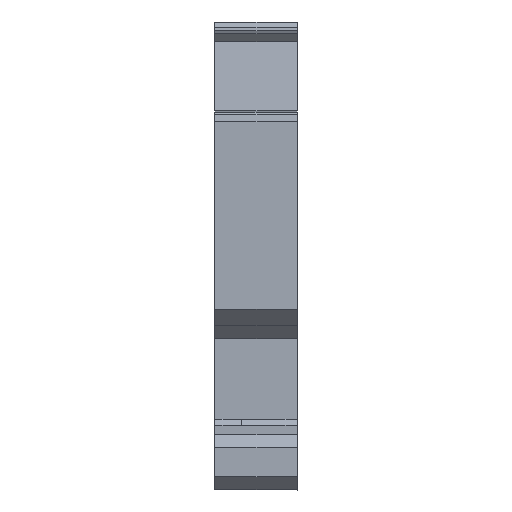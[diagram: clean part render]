
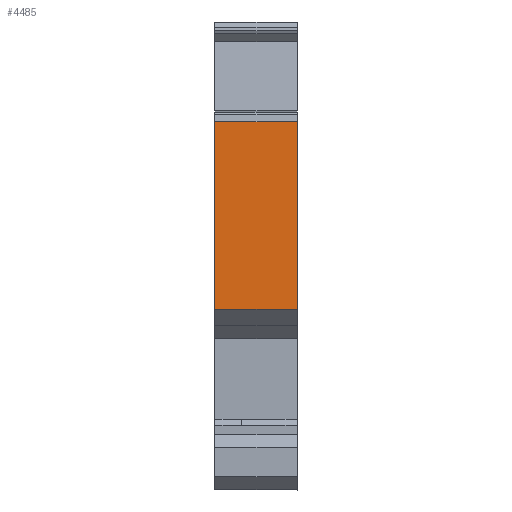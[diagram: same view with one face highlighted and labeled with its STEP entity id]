
A CAD part, left-side view. The second image highlights one B-rep face of the part: STEP entity #4485.
In plain terms, the highlighted free-form (B-spline) face has degree [1, 1] with [2, 2] control points.
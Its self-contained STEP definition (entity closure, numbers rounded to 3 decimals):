
#304=CARTESIAN_POINT('',(-23.3,-3.8,21.732));
#305=VERTEX_POINT('',#304);
#311=CARTESIAN_POINT('',(-23.3,-10.,21.732));
#312=VERTEX_POINT('',#311);
#313=CARTESIAN_POINT('',(-23.3,-3.8,21.732));
#314=CARTESIAN_POINT('',(-23.3,-10.,21.732));
#315=B_SPLINE_CURVE_WITH_KNOTS('',1,(#313,#314),.POLYLINE_FORM.,.F.,.U.,(2,2),(0.,1.),.UNSPECIFIED.);
#316=EDGE_CURVE('',#305,#312,#315,.T.);
#1886=CARTESIAN_POINT('',(-23.3,-3.8,7.6));
#1887=VERTEX_POINT('',#1886);
#1895=CARTESIAN_POINT('',(-23.3,-10.,7.6));
#1896=VERTEX_POINT('',#1895);
#1903=CARTESIAN_POINT('',(-23.3,-3.8,7.6));
#1904=CARTESIAN_POINT('',(-23.3,-10.,7.6));
#1905=B_SPLINE_CURVE_WITH_KNOTS('',1,(#1903,#1904),.POLYLINE_FORM.,.F.,.U.,(2,2),(0.,1.),.UNSPECIFIED.);
#1906=EDGE_CURVE('',#1887,#1896,#1905,.T.);
#4466=CARTESIAN_POINT('',(-23.3,-3.486,23.814));
#4467=CARTESIAN_POINT('',(-23.3,-10.314,23.814));
#4468=CARTESIAN_POINT('',(-23.3,-3.486,5.616));
#4469=CARTESIAN_POINT('',(-23.3,-10.314,5.616));
#4470=B_SPLINE_SURFACE_WITH_KNOTS('',1,1,((#4466,#4467),(#4468,#4469)),.PLANE_SURF.,.F.,.F.,.U.,(2,2),(2,2),(0.,1.),(0.,1.),.UNSPECIFIED.);
#4471=ORIENTED_EDGE('',*,*,#1906,.T.);
#4472=CARTESIAN_POINT('',(-23.3,-10.,21.732));
#4473=CARTESIAN_POINT('',(-23.3,-10.,7.6));
#4474=B_SPLINE_CURVE_WITH_KNOTS('',1,(#4472,#4473),.POLYLINE_FORM.,.F.,.U.,(2,2),(0.,1.),.UNSPECIFIED.);
#4475=EDGE_CURVE('',#312,#1896,#4474,.T.);
#4476=ORIENTED_EDGE('',*,*,#4475,.F.);
#4477=ORIENTED_EDGE('',*,*,#316,.F.);
#4478=CARTESIAN_POINT('',(-23.3,-3.8,21.732));
#4479=CARTESIAN_POINT('',(-23.3,-3.8,7.6));
#4480=B_SPLINE_CURVE_WITH_KNOTS('',1,(#4478,#4479),.POLYLINE_FORM.,.F.,.U.,(2,2),(0.,1.),.UNSPECIFIED.);
#4481=EDGE_CURVE('',#305,#1887,#4480,.T.);
#4482=ORIENTED_EDGE('',*,*,#4481,.T.);
#4483=EDGE_LOOP('',(#4471,#4476,#4477,#4482));
#4484=FACE_OUTER_BOUND('',#4483,.T.);
#4485=ADVANCED_FACE('',(#4484),#4470,.T.);
